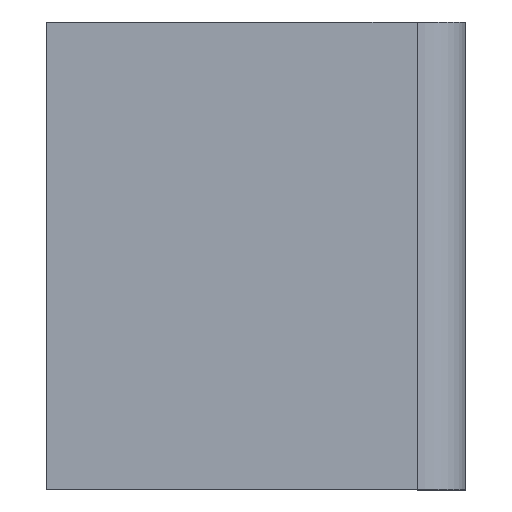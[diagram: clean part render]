
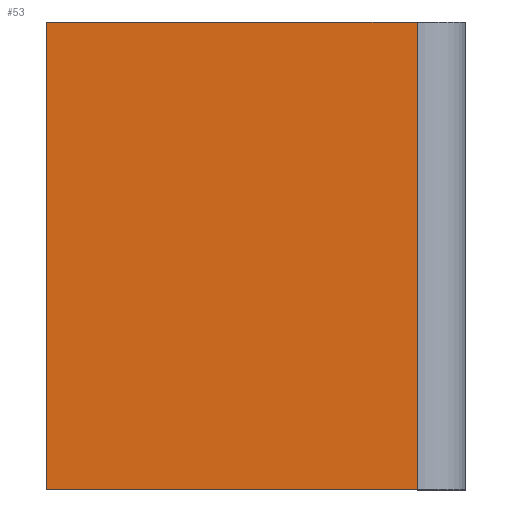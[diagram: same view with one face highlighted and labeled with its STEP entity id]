
A CAD part, top view. The second image highlights one B-rep face of the part: STEP entity #53.
In plain terms, the highlighted planar face has unit normal (0, 0, 1).
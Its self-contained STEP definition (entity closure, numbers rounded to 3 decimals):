
#53=ADVANCED_FACE('',(#143),#145,.T.);
#143=FACE_BOUND('',#144,.T.);
#144=EDGE_LOOP('',(#213,#214,#215,#216));
#145=PLANE('',#146);
#146=AXIS2_PLACEMENT_3D('',#147,#148,#149);
#147=CARTESIAN_POINT('',(-26.,0.,15.936));
#148=DIRECTION('',(0.,0.,1.));
#149=DIRECTION('',(1.,0.,0.));
#213=ORIENTED_EDGE('',*,*,#261,.T.);
#214=ORIENTED_EDGE('',*,*,#262,.T.);
#215=ORIENTED_EDGE('',*,*,#263,.F.);
#216=ORIENTED_EDGE('',*,*,#264,.F.);
#261=EDGE_CURVE('',#285,#286,#287,.T.);
#262=EDGE_CURVE('',#286,#288,#289,.T.);
#263=EDGE_CURVE('',#290,#288,#291,.T.);
#264=EDGE_CURVE('',#285,#290,#292,.T.);
#285=VERTEX_POINT('',#325);
#286=VERTEX_POINT('',#326);
#287=LINE('',#327,#328);
#288=VERTEX_POINT('',#330);
#289=LINE('',#331,#332);
#290=VERTEX_POINT('',#334);
#291=LINE('',#335,#336);
#292=LINE('',#338,#339);
#325=CARTESIAN_POINT('',(-26.,0.,15.936));
#326=CARTESIAN_POINT('',(-3.,0.,15.936));
#327=CARTESIAN_POINT('',(-26.,0.,15.936));
#328=VECTOR('',#329,1.);
#329=DIRECTION('',(1.,0.,0.));
#330=CARTESIAN_POINT('',(-3.,29.,15.936));
#331=CARTESIAN_POINT('',(-3.,0.,15.936));
#332=VECTOR('',#333,1.);
#333=DIRECTION('',(0.,1.,0.));
#334=CARTESIAN_POINT('',(-26.,29.,15.936));
#335=CARTESIAN_POINT('',(-26.,29.,15.936));
#336=VECTOR('',#337,1.);
#337=DIRECTION('',(1.,0.,0.));
#338=CARTESIAN_POINT('',(-26.,0.,15.936));
#339=VECTOR('',#340,1.);
#340=DIRECTION('',(0.,1.,0.));
